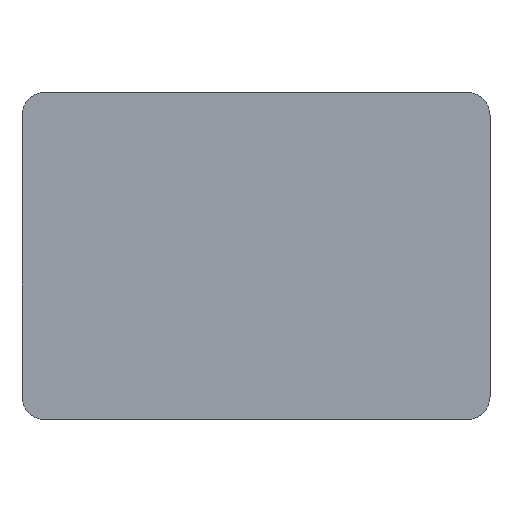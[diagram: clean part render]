
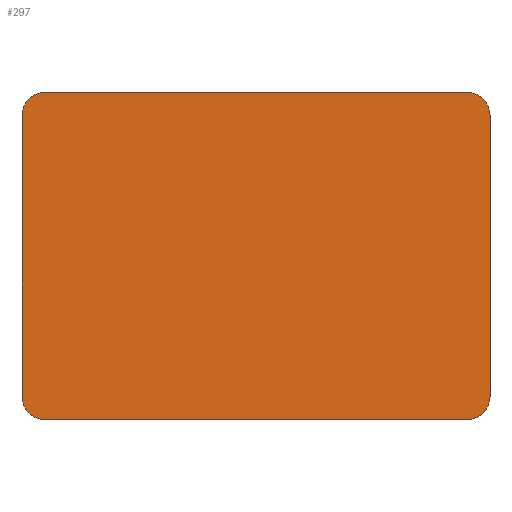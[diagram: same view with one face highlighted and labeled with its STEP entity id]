
A CAD part, top view. The second image highlights one B-rep face of the part: STEP entity #297.
In plain terms, the highlighted planar face has unit normal (0, 0, 1).
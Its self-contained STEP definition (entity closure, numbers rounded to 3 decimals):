
#23=CIRCLE('',#328,0.5);
#24=CIRCLE('',#331,0.5);
#25=CIRCLE('',#334,0.5);
#26=CIRCLE('',#337,0.5);
#48=FACE_OUTER_BOUND('',#67,.T.);
#67=EDGE_LOOP('',(#261,#262,#263,#264,#265,#266,#267,#268));
#86=LINE('',#478,#115);
#89=LINE('',#486,#118);
#92=LINE('',#494,#121);
#95=LINE('',#502,#124);
#115=VECTOR('',#389,10.);
#118=VECTOR('',#398,10.);
#121=VECTOR('',#407,10.);
#124=VECTOR('',#416,10.);
#144=VERTEX_POINT('',#475);
#145=VERTEX_POINT('',#477);
#146=VERTEX_POINT('',#481);
#147=VERTEX_POINT('',#485);
#148=VERTEX_POINT('',#489);
#149=VERTEX_POINT('',#493);
#150=VERTEX_POINT('',#497);
#151=VERTEX_POINT('',#501);
#176=EDGE_CURVE('',#145,#144,#86,.T.);
#178=EDGE_CURVE('',#146,#145,#23,.T.);
#180=EDGE_CURVE('',#147,#146,#89,.T.);
#182=EDGE_CURVE('',#148,#147,#24,.T.);
#184=EDGE_CURVE('',#149,#148,#92,.T.);
#186=EDGE_CURVE('',#150,#149,#25,.T.);
#188=EDGE_CURVE('',#151,#150,#95,.T.);
#190=EDGE_CURVE('',#144,#151,#26,.T.);
#261=ORIENTED_EDGE('',*,*,#190,.T.);
#262=ORIENTED_EDGE('',*,*,#188,.T.);
#263=ORIENTED_EDGE('',*,*,#186,.T.);
#264=ORIENTED_EDGE('',*,*,#184,.T.);
#265=ORIENTED_EDGE('',*,*,#182,.T.);
#266=ORIENTED_EDGE('',*,*,#180,.T.);
#267=ORIENTED_EDGE('',*,*,#178,.T.);
#268=ORIENTED_EDGE('',*,*,#176,.T.);
#280=PLANE('',#338);
#297=ADVANCED_FACE('',(#48),#280,.T.);
#328=AXIS2_PLACEMENT_3D('',#482,#393,#394);
#331=AXIS2_PLACEMENT_3D('',#490,#402,#403);
#334=AXIS2_PLACEMENT_3D('',#498,#411,#412);
#337=AXIS2_PLACEMENT_3D('',#505,#420,#421);
#338=AXIS2_PLACEMENT_3D('',#506,#422,#423);
#389=DIRECTION('',(1.,0.,0.));
#393=DIRECTION('center_axis',(0.,0.,
1.));
#394=DIRECTION('ref_axis',(-1.,0.,0.));
#398=DIRECTION('',(0.,-1.,0.));
#402=DIRECTION('center_axis',(0.,0.,
1.));
#403=DIRECTION('ref_axis',(0.,1.,0.));
#407=DIRECTION('',(-1.,0.,0.));
#411=DIRECTION('center_axis',(0.,0.,
1.));
#412=DIRECTION('ref_axis',(1.,0.,0.));
#416=DIRECTION('',(0.,1.,0.));
#420=DIRECTION('center_axis',(0.,0.,
1.));
#421=DIRECTION('ref_axis',(0.,-1.,0.));
#422=DIRECTION('center_axis',(0.,0.,
1.));
#423=DIRECTION('ref_axis',(-1.,0.,0.));
#475=CARTESIAN_POINT('',(7.41,20.156,-31.905));
#477=CARTESIAN_POINT('',(-1.59,20.156,-31.905));
#478=CARTESIAN_POINT('',(-1.59,20.156,-31.905));
#481=CARTESIAN_POINT('',(-2.09,20.656,-31.905));
#482=CARTESIAN_POINT('Origin',(-1.59,20.656,-31.905));
#485=CARTESIAN_POINT('',(-2.09,26.656,-31.905));
#486=CARTESIAN_POINT('',(-2.09,26.656,-31.905));
#489=CARTESIAN_POINT('',(-1.59,27.156,-31.905));
#490=CARTESIAN_POINT('Origin',(-1.59,26.656,-31.905));
#493=CARTESIAN_POINT('',(7.41,27.156,-31.905));
#494=CARTESIAN_POINT('',(7.41,27.156,-31.905));
#497=CARTESIAN_POINT('',(7.91,26.656,-31.905));
#498=CARTESIAN_POINT('Origin',(7.41,26.656,-31.905));
#501=CARTESIAN_POINT('',(7.91,20.656,-31.905));
#502=CARTESIAN_POINT('',(7.91,20.656,-31.905));
#505=CARTESIAN_POINT('Origin',(7.41,20.656,-31.905));
#506=CARTESIAN_POINT('Origin',(2.91,23.656,-31.905));
